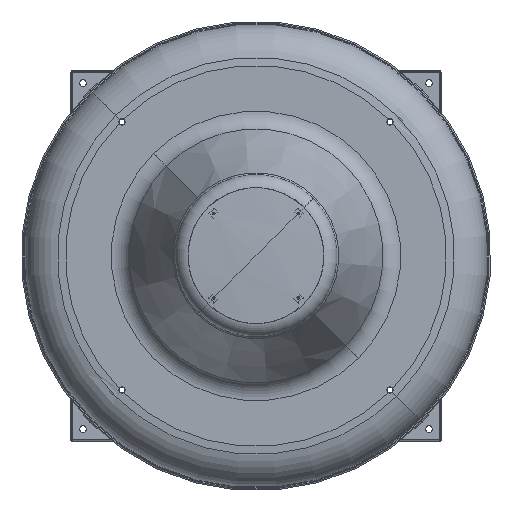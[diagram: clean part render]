
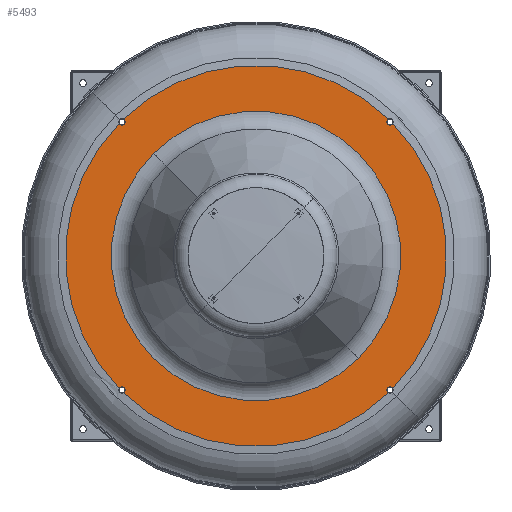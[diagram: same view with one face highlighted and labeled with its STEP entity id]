
A CAD part, top view. The second image highlights one B-rep face of the part: STEP entity #5493.
In plain terms, the highlighted face is planar.
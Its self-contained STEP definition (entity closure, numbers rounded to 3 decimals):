
#181 = VERTEX_POINT ( 'NONE', #455 ) ;
#198 = CIRCLE ( 'NONE', #824, 6. ) ;
#268 = DIRECTION ( 'NONE',  ( 0., 0., 1. ) ) ;
#332 = DIRECTION ( 'NONE',  ( 0., -1., 0. ) ) ;
#339 = VERTEX_POINT ( 'NONE', #3259 ) ;
#389 = ORIENTED_EDGE ( 'NONE', *, *, #6750, .F. ) ;
#445 = EDGE_CURVE ( 'NONE', #592, #5866, #517, .T. ) ;
#455 = CARTESIAN_POINT ( 'NONE',  ( -390.959, -277.691, 5.671 ) ) ;
#475 = CIRCLE ( 'NONE', #8437, 6. ) ;
#517 = CIRCLE ( 'NONE', #9121, 391. ) ;
#592 = VERTEX_POINT ( 'NONE', #6775 ) ;
#778 = CARTESIAN_POINT ( 'NONE',  ( 0., -277.691, -383. ) ) ;
#783 = CIRCLE ( 'NONE', #4295, 6. ) ;
#794 = CARTESIAN_POINT ( 'NONE',  ( -389., -277.691, 0. ) ) ;
#824 = AXIS2_PLACEMENT_3D ( 'NONE', #1832, #3636, #3711 ) ;
#848 = ORIENTED_EDGE ( 'NONE', *, *, #1955, .F. ) ;
#863 = ORIENTED_EDGE ( 'NONE', *, *, #2098, .F. ) ;
#945 = DIRECTION ( 'NONE',  ( 0., 1., 0. ) ) ;
#1011 = CARTESIAN_POINT ( 'NONE',  ( 0., -277.691, -297.003 ) ) ;
#1013 = AXIS2_PLACEMENT_3D ( 'NONE', #1533, #4215, #3280 ) ;
#1077 = ORIENTED_EDGE ( 'NONE', *, *, #2236, .F. ) ;
#1208 = AXIS2_PLACEMENT_3D ( 'NONE', #7167, #1707, #8063 ) ;
#1272 = EDGE_CURVE ( 'NONE', #7534, #339, #783, .T. ) ;
#1273 = PLANE ( 'NONE',  #8857 ) ;
#1348 = EDGE_CURVE ( 'NONE', #5234, #2438, #2052, .T. ) ;
#1416 = AXIS2_PLACEMENT_3D ( 'NONE', #6379, #945, #3570 ) ;
#1479 = CARTESIAN_POINT ( 'NONE',  ( 0., -277.691, 0. ) ) ;
#1533 = CARTESIAN_POINT ( 'NONE',  ( -389., -277.691, 0. ) ) ;
#1650 = EDGE_CURVE ( 'NONE', #5866, #5234, #10699, .T. ) ;
#1652 = ORIENTED_EDGE ( 'NONE', *, *, #10449, .F. ) ;
#1707 = DIRECTION ( 'NONE',  ( 0., -1., 0. ) ) ;
#1773 = DIRECTION ( 'NONE',  ( 0., 0., -1. ) ) ;
#1775 = DIRECTION ( 'NONE',  ( 0., 1., 0. ) ) ;
#1832 = CARTESIAN_POINT ( 'NONE',  ( -389., -277.691, 0. ) ) ;
#1912 = DIRECTION ( 'NONE',  ( 0., 1., 0. ) ) ;
#1928 = VERTEX_POINT ( 'NONE', #11464 ) ;
#1955 = EDGE_CURVE ( 'NONE', #6928, #7534, #9992, .T. ) ;
#2052 = CIRCLE ( 'NONE', #1416, 6. ) ;
#2098 = EDGE_CURVE ( 'NONE', #5948, #11106, #3722, .T. ) ;
#2236 = EDGE_CURVE ( 'NONE', #339, #5948, #11552, .T. ) ;
#2350 = ORIENTED_EDGE ( 'NONE', *, *, #5610, .T. ) ;
#2395 = AXIS2_PLACEMENT_3D ( 'NONE', #7668, #7716, #3157 ) ;
#2420 = DIRECTION ( 'NONE',  ( 1., 0., 0. ) ) ;
#2424 = DIRECTION ( 'NONE',  ( -1., 0., 0. ) ) ;
#2437 = AXIS2_PLACEMENT_3D ( 'NONE', #6041, #5236, #2420 ) ;
#2438 = VERTEX_POINT ( 'NONE', #11477 ) ;
#2529 = DIRECTION ( 'NONE',  ( 0., 1., 0. ) ) ;
#2781 = EDGE_CURVE ( 'NONE', #11106, #8619, #4880, .T. ) ;
#3135 = EDGE_CURVE ( 'NONE', #9342, #6928, #3713, .T. ) ;
#3153 = DIRECTION ( 'NONE',  ( 0., -1., 0. ) ) ;
#3157 = DIRECTION ( 'NONE',  ( 0., 0., 1. ) ) ;
#3168 = AXIS2_PLACEMENT_3D ( 'NONE', #4788, #11129, #268 ) ;
#3259 = CARTESIAN_POINT ( 'NONE',  ( 5.671, -277.691, -390.959 ) ) ;
#3280 = DIRECTION ( 'NONE',  ( 0., 0., -1. ) ) ;
#3506 = EDGE_CURVE ( 'NONE', #2438, #181, #8412, .T. ) ;
#3570 = DIRECTION ( 'NONE',  ( -1., 0., 0. ) ) ;
#3600 = EDGE_LOOP ( 'NONE', ( #2350, #11401 ) ) ;
#3636 = DIRECTION ( 'NONE',  ( 0., 1., 0. ) ) ;
#3711 = DIRECTION ( 'NONE',  ( 0., 0., -1. ) ) ;
#3713 = CIRCLE ( 'NONE', #11242, 391. ) ;
#3722 = CIRCLE ( 'NONE', #8303, 6. ) ;
#3883 = ORIENTED_EDGE ( 'NONE', *, *, #1348, .F. ) ;
#3981 = VERTEX_POINT ( 'NONE', #9260 ) ;
#4015 = AXIS2_PLACEMENT_3D ( 'NONE', #8460, #5762, #7591 ) ;
#4113 = DIRECTION ( 'NONE',  ( 0., 0., -1. ) ) ;
#4150 = EDGE_CURVE ( 'NONE', #3981, #4961, #4281, .T. ) ;
#4215 = DIRECTION ( 'NONE',  ( 0., 1., 0. ) ) ;
#4281 = CIRCLE ( 'NONE', #1013, 6. ) ;
#4295 = AXIS2_PLACEMENT_3D ( 'NONE', #9035, #1775, #11693 ) ;
#4300 = CARTESIAN_POINT ( 'NONE',  ( -390.959, -277.691, -5.671 ) ) ;
#4669 = AXIS2_PLACEMENT_3D ( 'NONE', #7870, #10543, #2424 ) ;
#4688 = CARTESIAN_POINT ( 'NONE',  ( -389., -277.691, -6. ) ) ;
#4788 = CARTESIAN_POINT ( 'NONE',  ( 389., -277.691, 0. ) ) ;
#4880 = CIRCLE ( 'NONE', #3168, 6. ) ;
#4961 = VERTEX_POINT ( 'NONE', #4688 ) ;
#5234 = VERTEX_POINT ( 'NONE', #9690 ) ;
#5236 = DIRECTION ( 'NONE',  ( 0., 1., 0. ) ) ;
#5493 = ADVANCED_FACE ( 'NONE', ( #9168, #6904 ), #1273, .F. ) ;
#5610 = EDGE_CURVE ( 'NONE', #11408, #1928, #11718, .T. ) ;
#5622 = CARTESIAN_POINT ( 'NONE',  ( -5.671, -277.691, -390.959 ) ) ;
#5762 = DIRECTION ( 'NONE',  ( 0., -1., 0. ) ) ;
#5866 = VERTEX_POINT ( 'NONE', #6963 ) ;
#5948 = VERTEX_POINT ( 'NONE', #11717 ) ;
#5963 = EDGE_CURVE ( 'NONE', #1928, #11408, #10561, .T. ) ;
#6041 = CARTESIAN_POINT ( 'NONE',  ( 0., -277.691, -389. ) ) ;
#6288 = EDGE_CURVE ( 'NONE', #4961, #9342, #198, .T. ) ;
#6379 = CARTESIAN_POINT ( 'NONE',  ( 0., -277.691, 389. ) ) ;
#6617 = ORIENTED_EDGE ( 'NONE', *, *, #3506, .F. ) ;
#6750 = EDGE_CURVE ( 'NONE', #181, #3981, #475, .T. ) ;
#6775 = CARTESIAN_POINT ( 'NONE',  ( 390.959, -277.691, 5.671 ) ) ;
#6850 = ORIENTED_EDGE ( 'NONE', *, *, #4150, .F. ) ;
#6866 = AXIS2_PLACEMENT_3D ( 'NONE', #11175, #332, #9452 ) ;
#6904 = FACE_BOUND ( 'NONE', #3600, .T. ) ;
#6928 = VERTEX_POINT ( 'NONE', #5622 ) ;
#6963 = CARTESIAN_POINT ( 'NONE',  ( 5.671, -277.691, 390.959 ) ) ;
#7154 = DIRECTION ( 'NONE',  ( 0., 0., -1. ) ) ;
#7167 = CARTESIAN_POINT ( 'NONE',  ( 0., -277.691, 0. ) ) ;
#7273 = EDGE_LOOP ( 'NONE', ( #1077, #8427, #848, #8586, #10420, #6850, #389, #6617, #3883, #8526, #10494, #1652, #10932, #863 ) ) ;
#7464 = CARTESIAN_POINT ( 'NONE',  ( 389., -277.691, 0. ) ) ;
#7475 = CARTESIAN_POINT ( 'NONE',  ( -391., -277.691, 0. ) ) ;
#7534 = VERTEX_POINT ( 'NONE', #778 ) ;
#7591 = DIRECTION ( 'NONE',  ( 0., 0., -1. ) ) ;
#7668 = CARTESIAN_POINT ( 'NONE',  ( 389., -277.691, 0. ) ) ;
#7716 = DIRECTION ( 'NONE',  ( 0., 1., 0. ) ) ;
#7801 = CARTESIAN_POINT ( 'NONE',  ( 389., -277.691, -6. ) ) ;
#7870 = CARTESIAN_POINT ( 'NONE',  ( 0., -277.691, 389. ) ) ;
#7946 = DIRECTION ( 'NONE',  ( 0., -1., 0. ) ) ;
#8063 = DIRECTION ( 'NONE',  ( 0., 0., -1. ) ) ;
#8230 = CARTESIAN_POINT ( 'NONE',  ( 0., -277.691, 0. ) ) ;
#8303 = AXIS2_PLACEMENT_3D ( 'NONE', #7464, #1912, #9197 ) ;
#8412 = CIRCLE ( 'NONE', #6866, 391. ) ;
#8427 = ORIENTED_EDGE ( 'NONE', *, *, #1272, .F. ) ;
#8437 = AXIS2_PLACEMENT_3D ( 'NONE', #794, #2529, #7154 ) ;
#8460 = CARTESIAN_POINT ( 'NONE',  ( 0., -277.691, 0. ) ) ;
#8526 = ORIENTED_EDGE ( 'NONE', *, *, #1650, .F. ) ;
#8586 = ORIENTED_EDGE ( 'NONE', *, *, #3135, .F. ) ;
#8619 = VERTEX_POINT ( 'NONE', #10938 ) ;
#8856 = DIRECTION ( 'NONE',  ( 0., 0., -1. ) ) ;
#8857 = AXIS2_PLACEMENT_3D ( 'NONE', #7475, #9288, #9404 ) ;
#9035 = CARTESIAN_POINT ( 'NONE',  ( 0., -277.691, -389. ) ) ;
#9121 = AXIS2_PLACEMENT_3D ( 'NONE', #9793, #7946, #8856 ) ;
#9168 = FACE_OUTER_BOUND ( 'NONE', #7273, .T. ) ;
#9197 = DIRECTION ( 'NONE',  ( 0., 0., 1. ) ) ;
#9260 = CARTESIAN_POINT ( 'NONE',  ( -389., -277.691, 6. ) ) ;
#9288 = DIRECTION ( 'NONE',  ( 0., -1., 0. ) ) ;
#9342 = VERTEX_POINT ( 'NONE', #4300 ) ;
#9404 = DIRECTION ( 'NONE',  ( 0., 0., -1. ) ) ;
#9452 = DIRECTION ( 'NONE',  ( 0., 0., -1. ) ) ;
#9518 = CIRCLE ( 'NONE', #2395, 6. ) ;
#9690 = CARTESIAN_POINT ( 'NONE',  ( 0., -277.691, 383. ) ) ;
#9793 = CARTESIAN_POINT ( 'NONE',  ( 0., -277.691, 0. ) ) ;
#9992 = CIRCLE ( 'NONE', #2437, 6. ) ;
#10420 = ORIENTED_EDGE ( 'NONE', *, *, #6288, .F. ) ;
#10449 = EDGE_CURVE ( 'NONE', #8619, #592, #9518, .T. ) ;
#10494 = ORIENTED_EDGE ( 'NONE', *, *, #445, .F. ) ;
#10543 = DIRECTION ( 'NONE',  ( 0., 1., 0. ) ) ;
#10561 = CIRCLE ( 'NONE', #1208, 297.003 ) ;
#10699 = CIRCLE ( 'NONE', #4669, 6. ) ;
#10791 = DIRECTION ( 'NONE',  ( 0., -1., 0. ) ) ;
#10932 = ORIENTED_EDGE ( 'NONE', *, *, #2781, .F. ) ;
#10938 = CARTESIAN_POINT ( 'NONE',  ( 389., -277.691, 6. ) ) ;
#11106 = VERTEX_POINT ( 'NONE', #7801 ) ;
#11129 = DIRECTION ( 'NONE',  ( 0., 1., 0. ) ) ;
#11175 = CARTESIAN_POINT ( 'NONE',  ( 0., -277.691, 0. ) ) ;
#11242 = AXIS2_PLACEMENT_3D ( 'NONE', #8230, #10791, #1773 ) ;
#11270 = AXIS2_PLACEMENT_3D ( 'NONE', #1479, #3153, #4113 ) ;
#11401 = ORIENTED_EDGE ( 'NONE', *, *, #5963, .T. ) ;
#11408 = VERTEX_POINT ( 'NONE', #1011 ) ;
#11464 = CARTESIAN_POINT ( 'NONE',  ( 0., -277.691, 297.003 ) ) ;
#11477 = CARTESIAN_POINT ( 'NONE',  ( -5.671, -277.691, 390.959 ) ) ;
#11552 = CIRCLE ( 'NONE', #4015, 391. ) ;
#11693 = DIRECTION ( 'NONE',  ( 1., 0., 0. ) ) ;
#11717 = CARTESIAN_POINT ( 'NONE',  ( 390.959, -277.691, -5.671 ) ) ;
#11718 = CIRCLE ( 'NONE', #11270, 297.003 ) ;
